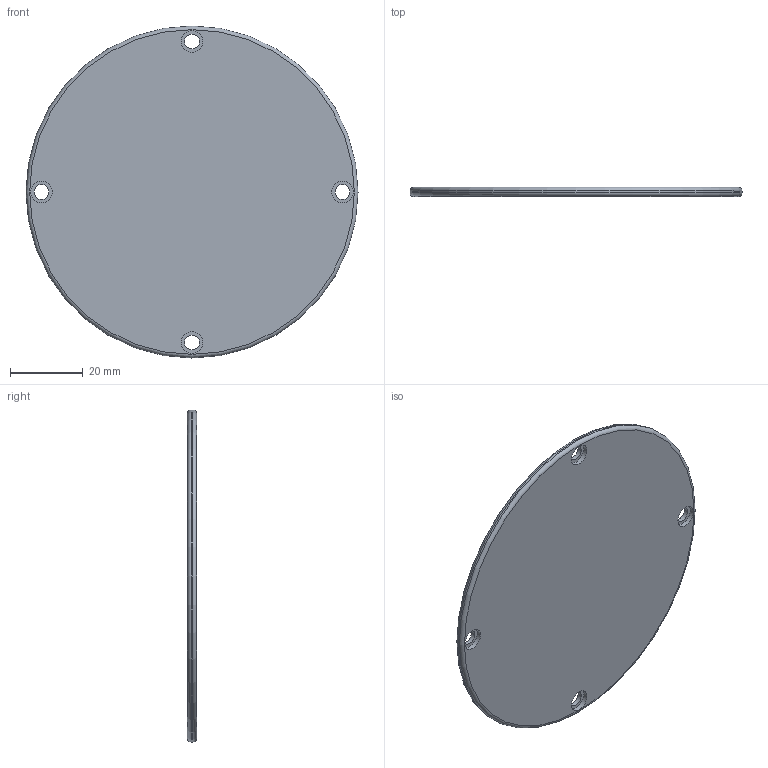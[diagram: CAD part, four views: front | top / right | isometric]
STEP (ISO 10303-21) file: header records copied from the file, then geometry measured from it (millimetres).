
FILE_DESCRIPTION(/* description */ (''),/* implementation_level */ '2;1');
FILE_NAME(/* name */ 'Base_Cover.stp',/* time_stamp */ '2026-01-22T19:09:28Z',/* author */ ('Balint'),/* organization */ (''),/* preprocessor_version */ 'ST-DEVELOPER v20',/* originating_system */ 'Autodesk Inventor 2025',/* authorisation */ '');
FILE_SCHEMA (('AUTOMOTIVE_DESIGN { 1 0 10303 214 3 1 1 }'));
Length unit declared in the file: millimetre
Products named in the file (1): Base_Cover
Bounding box: 91 x 2.5 x 91 mm (x, y, z)
Volume: 15930.2 mm3; surface area: 13529.2 mm2
Topology: 1 solids, 1 shells, 17 faces, 33 edges, 22 vertices
Faces by surface type: cylinder 9, plane 6, torus 2
Full cylindrical faces by diameter (mm): 4.1 x4, 6 x4, 91 x1
Entity records: 519 total; most frequent: DIRECTION 93, CARTESIAN_POINT 73, ORIENTED_EDGE 66, AXIS2_PLACEMENT_3D 42, EDGE_CURVE 33, EDGE_LOOP 29, CIRCLE 24, VERTEX_POINT 22
